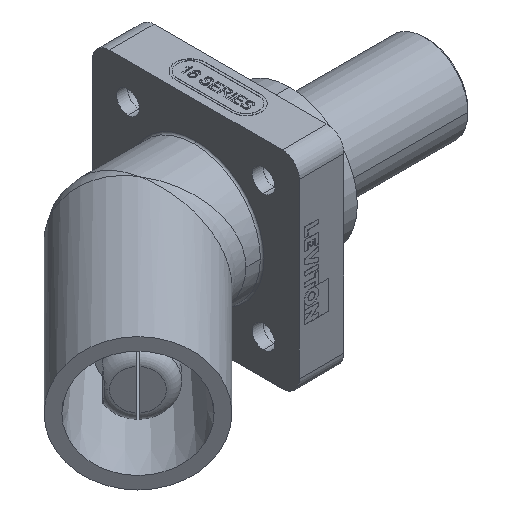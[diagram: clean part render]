
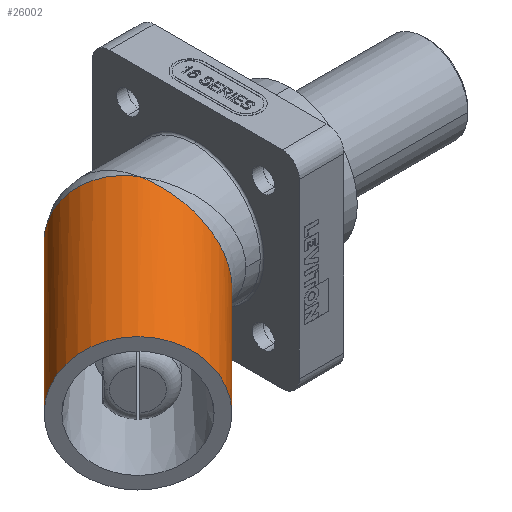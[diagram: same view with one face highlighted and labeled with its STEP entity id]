
A CAD part, isometric view. The second image highlights one B-rep face of the part: STEP entity #26002.
In plain terms, the highlighted cylindrical face has radius 18.669 mm (diameter 37.338 mm), a partial arc.
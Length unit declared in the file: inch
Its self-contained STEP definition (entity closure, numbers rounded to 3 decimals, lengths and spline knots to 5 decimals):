
#3222 = CARTESIAN_POINT ( 'NONE',  ( 1.50423, 1.90171, 2.57035 ) ) ;
#4038 = VERTEX_POINT ( 'NONE', #58230 ) ;
#9912 = VECTOR ( 'NONE', #140975, 39.37008 ) ;
#16214 = CARTESIAN_POINT ( 'NONE',  ( 0.07367, 2.55005, 2.57035 ) ) ;
#19611 = ORIENTED_EDGE ( 'NONE', *, *, #91329, .F. ) ;
#20577 = FACE_OUTER_BOUND ( 'NONE', #111694, .T. ) ;
#24907 = CARTESIAN_POINT ( 'NONE',  ( 0.07367, 2.55005, 3.0009 ) ) ;
#24953 = AXIS2_PLACEMENT_3D ( 'NONE', #159932, #63072, #159406 ) ;
#25962 = CARTESIAN_POINT ( 'NONE',  ( 0.48795, 1.92488, 3.30535 ) ) ;
#26002 = ADVANCED_FACE ( 'NONE', ( #20577 ), #37907, .T. ) ;
#27262 = LINE ( 'NONE', #3222, #9912 ) ;
#30417 = CARTESIAN_POINT ( 'NONE',  ( 0.46478, 2.94116, 2.57035 ) ) ;
#32265 = CARTESIAN_POINT ( 'NONE',  ( 0.68256, 1.08005, 3.0009 ) ) ;
#34852 =( BOUNDED_CURVE ( )  B_SPLINE_CURVE ( 3, ( #106263, #32265, #155015, #131120 ),
 .UNSPECIFIED., .F., .F. ) 
 B_SPLINE_CURVE_WITH_KNOTS ( ( 4, 4 ),
 ( 0., 1.5708 ),
 .UNSPECIFIED. ) 
 CURVE ( )  GEOMETRIC_REPRESENTATION_ITEM ( )  RATIONAL_B_SPLINE_CURVE ( ( 1., 0.805, 0.805, 1. ) ) 
 REPRESENTATION_ITEM ( '' )  );
#34964 = VERTEX_POINT ( 'NONE', #55512 ) ;
#34985 = EDGE_CURVE ( 'NONE', #4038, #34964, #34852, .T. ) ;
#36242 = CARTESIAN_POINT ( 'NONE',  ( 0.24527, 2.2911, 3.30535 ) ) ;
#37907 = CYLINDRICAL_SURFACE ( 'NONE', #24953, 0.735 ) ;
#39067 = VERTEX_POINT ( 'NONE', #112361 ) ;
#55512 = CARTESIAN_POINT ( 'NONE',  ( 0.48795, 1.92488, 3.30535 ) ) ;
#58230 = CARTESIAN_POINT ( 'NONE',  ( 0.68256, 1.08005, 2.57035 ) ) ;
#58521 = ORIENTED_EDGE ( 'NONE', *, *, #68247, .T. ) ;
#61166 = AXIS2_PLACEMENT_3D ( 'NONE', #120582, #122203, #85992 ) ;
#61671 = DIRECTION ( 'NONE',  ( -0.707, -0.707, 0. ) ) ;
#63072 = DIRECTION ( 'NONE',  ( -0.707, -0.707, 0. ) ) ;
#65321 = VERTEX_POINT ( 'NONE', #77556 ) ;
#68247 = EDGE_CURVE ( 'NONE', #34964, #76129, #96649, .T. ) ;
#71105 = VECTOR ( 'NONE', #61671, 39.37008 ) ;
#76129 = VERTEX_POINT ( 'NONE', #153688 ) ;
#77556 = CARTESIAN_POINT ( 'NONE',  ( -0.52958, -0.13209, 2.57035 ) ) ;
#85992 = DIRECTION ( 'NONE',  ( -0.707, 0.707, 0. ) ) ;
#91329 = EDGE_CURVE ( 'NONE', #4038, #65321, #27262, .T. ) ;
#92321 = LINE ( 'NONE', #30417, #71105 ) ;
#96649 =( BOUNDED_CURVE ( )  B_SPLINE_CURVE ( 3, ( #25962, #36242, #24907, #16214 ),
 .UNSPECIFIED., .F., .F. ) 
 B_SPLINE_CURVE_WITH_KNOTS ( ( 4, 4 ),
 ( 1.5708, 3.14159 ),
 .UNSPECIFIED. ) 
 CURVE ( )  GEOMETRIC_REPRESENTATION_ITEM ( )  RATIONAL_B_SPLINE_CURVE ( ( 1., 0.805, 0.805, 1. ) ) 
 REPRESENTATION_ITEM ( '' )  );
#106263 = CARTESIAN_POINT ( 'NONE',  ( 0.68256, 1.08005, 2.57035 ) ) ;
#111694 = EDGE_LOOP ( 'NONE', ( #58521, #133361, #131746, #19611, #115763 ) ) ;
#112361 = CARTESIAN_POINT ( 'NONE',  ( -1.56903, 0.90736, 2.57035 ) ) ;
#115763 = ORIENTED_EDGE ( 'NONE', *, *, #34985, .T. ) ;
#120582 = CARTESIAN_POINT ( 'NONE',  ( -1.0493, 0.38763, 2.57035 ) ) ;
#121931 = EDGE_CURVE ( 'NONE', #76129, #39067, #92321, .T. ) ;
#122203 = DIRECTION ( 'NONE',  ( 0.707, 0.707, 0. ) ) ;
#123563 = CIRCLE ( 'NONE', #61166, 0.735 ) ;
#131120 = CARTESIAN_POINT ( 'NONE',  ( 0.48795, 1.92488, 3.30535 ) ) ;
#131746 = ORIENTED_EDGE ( 'NONE', *, *, #160067, .T. ) ;
#133361 = ORIENTED_EDGE ( 'NONE', *, *, #121931, .T. ) ;
#140975 = DIRECTION ( 'NONE',  ( -0.707, -0.707, 0. ) ) ;
#153688 = CARTESIAN_POINT ( 'NONE',  ( 0.07367, 2.55005, 2.57035 ) ) ;
#155015 = CARTESIAN_POINT ( 'NONE',  ( 0.60195, 1.42999, 3.30535 ) ) ;
#159406 = DIRECTION ( 'NONE',  ( 0.707, -0.707, 0. ) ) ;
#159932 = CARTESIAN_POINT ( 'NONE',  ( 0.9845, 2.42144, 2.57035 ) ) ;
#160067 = EDGE_CURVE ( 'NONE', #39067, #65321, #123563, .T. ) ;
